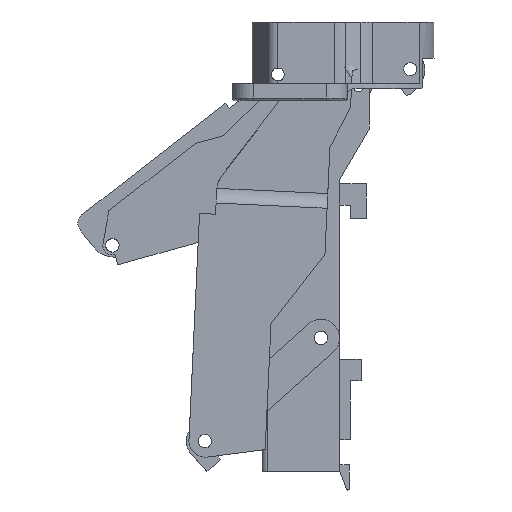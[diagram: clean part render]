
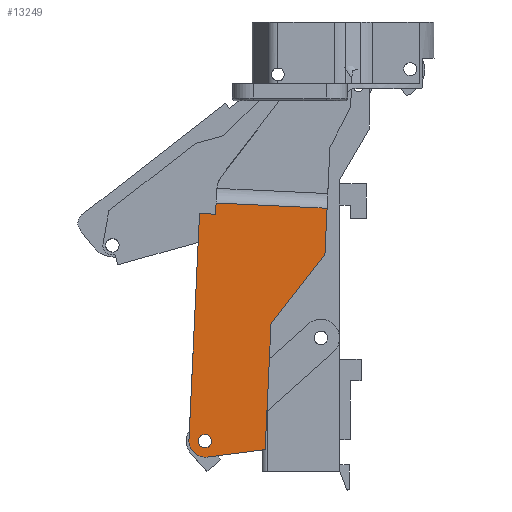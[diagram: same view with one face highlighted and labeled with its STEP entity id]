
A CAD part, left-side view. The second image highlights one B-rep face of the part: STEP entity #13249.
In plain terms, the highlighted face is planar.
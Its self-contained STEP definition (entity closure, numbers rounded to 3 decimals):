
#49 = ORIENTED_EDGE ( 'NONE', *, *, #539, .F. ) ;
#156 = EDGE_CURVE ( 'NONE', #2230, #6123, #6873, .T. ) ;
#424 = EDGE_CURVE ( 'NONE', #2307, #8239, #1637, .T. ) ;
#468 = CARTESIAN_POINT ( 'NONE',  ( -4.825, -3., -13. ) ) ;
#539 = EDGE_CURVE ( 'NONE', #7600, #4181, #8446, .T. ) ;
#733 = EDGE_CURVE ( 'NONE', #2230, #4856, #9205, .T. ) ;
#871 = CARTESIAN_POINT ( 'NONE',  ( -59.521, -23.753, -13. ) ) ;
#1027 = CARTESIAN_POINT ( 'NONE',  ( -2.521, -14.3, -13. ) ) ;
#1058 = CARTESIAN_POINT ( 'NONE',  ( -39.521, -23.753, -13. ) ) ;
#1158 = DIRECTION ( 'NONE',  ( 0., -1., 0. ) ) ;
#1458 = CIRCLE ( 'NONE', #10320, 1.25 ) ;
#1535 = DIRECTION ( 'NONE',  ( 0., 0., 1. ) ) ;
#1552 = DIRECTION ( 'NONE',  ( -1., 0., 0. ) ) ;
#1637 = CIRCLE ( 'NONE', #9385, 1.25 ) ;
#1985 = DIRECTION ( 'NONE',  ( 0.174, 0.985, 0. ) ) ;
#2161 = CARTESIAN_POINT ( 'NONE',  ( -46., 0., -13. ) ) ;
#2230 = VERTEX_POINT ( 'NONE', #10996 ) ;
#2279 = LINE ( 'NONE', #3447, #5268 ) ;
#2307 = VERTEX_POINT ( 'NONE', #468 ) ;
#2502 = VERTEX_POINT ( 'NONE', #9579 ) ;
#2594 = ORIENTED_EDGE ( 'NONE', *, *, #424, .T. ) ;
#2856 = VECTOR ( 'NONE', #1158, 1000. ) ;
#2939 = VERTEX_POINT ( 'NONE', #6550 ) ;
#2943 = EDGE_CURVE ( 'NONE', #8239, #2307, #1458, .T. ) ;
#3035 = ORIENTED_EDGE ( 'NONE', *, *, #2943, .T. ) ;
#3151 = LINE ( 'NONE', #11482, #7825 ) ;
#3344 = CARTESIAN_POINT ( 'NONE',  ( -46., -3., -13. ) ) ;
#3447 = CARTESIAN_POINT ( 'NONE',  ( -26.021, -14.3, -13. ) ) ;
#3498 = CARTESIAN_POINT ( 'NONE',  ( -3.575, -3., -13. ) ) ;
#3537 = PLANE ( 'NONE',  #8421 ) ;
#3544 = CARTESIAN_POINT ( 'NONE',  ( -48.088, -3., -13. ) ) ;
#3865 = VECTOR ( 'NONE', #5100, 1000. ) ;
#4025 = ORIENTED_EDGE ( 'NONE', *, *, #11401, .F. ) ;
#4181 = VERTEX_POINT ( 'NONE', #10812 ) ;
#4290 = EDGE_CURVE ( 'NONE', #12651, #4856, #3151, .T. ) ;
#4315 = CARTESIAN_POINT ( 'NONE',  ( -0.621, -3.521, -13. ) ) ;
#4350 = VECTOR ( 'NONE', #8545, 1000. ) ;
#4419 = DIRECTION ( 'NONE',  ( 1., 0., 0. ) ) ;
#4565 = DIRECTION ( 'NONE',  ( 1., 0., 0. ) ) ;
#4769 = DIRECTION ( 'NONE',  ( 0., 0., -1. ) ) ;
#4856 = VERTEX_POINT ( 'NONE', #4315 ) ;
#4936 = CARTESIAN_POINT ( 'NONE',  ( 0., 0., -13. ) ) ;
#5006 = AXIS2_PLACEMENT_3D ( 'NONE', #6839, #4769, #4565 ) ;
#5007 = ORIENTED_EDGE ( 'NONE', *, *, #156, .F. ) ;
#5100 = DIRECTION ( 'NONE',  ( 1., 0., 0. ) ) ;
#5268 = VECTOR ( 'NONE', #4419, 1000. ) ;
#5390 = ORIENTED_EDGE ( 'NONE', *, *, #4290, .F. ) ;
#5581 = DIRECTION ( 'NONE',  ( 0., 0., 1. ) ) ;
#5748 = CARTESIAN_POINT ( 'NONE',  ( -50.5, -8., -13. ) ) ;
#5814 = DIRECTION ( 'NONE',  ( 1., 0., 0. ) ) ;
#6114 = ORIENTED_EDGE ( 'NONE', *, *, #733, .T. ) ;
#6123 = VERTEX_POINT ( 'NONE', #2161 ) ;
#6227 = DIRECTION ( 'NONE',  ( 1., 0., 0. ) ) ;
#6294 = DIRECTION ( 'NONE',  ( 0.819, 0.574, 0. ) ) ;
#6474 = DIRECTION ( 'NONE',  ( 0., 0., 1. ) ) ;
#6550 = CARTESIAN_POINT ( 'NONE',  ( -46., -3., -13. ) ) ;
#6665 = EDGE_CURVE ( 'NONE', #4181, #12651, #2279, .T. ) ;
#6839 = CARTESIAN_POINT ( 'NONE',  ( -3.575, -3., -13. ) ) ;
#6873 = LINE ( 'NONE', #4936, #10764 ) ;
#7467 = ORIENTED_EDGE ( 'NONE', *, *, #9729, .F. ) ;
#7506 = EDGE_CURVE ( 'NONE', #2939, #8673, #12702, .T. ) ;
#7513 = CARTESIAN_POINT ( 'NONE',  ( -3.575, -3., -13. ) ) ;
#7600 = VERTEX_POINT ( 'NONE', #10843 ) ;
#7744 = ORIENTED_EDGE ( 'NONE', *, *, #7506, .F. ) ;
#7825 = VECTOR ( 'NONE', #1985, 1000. ) ;
#8208 = ORIENTED_EDGE ( 'NONE', *, *, #10647, .F. ) ;
#8239 = VERTEX_POINT ( 'NONE', #10529 ) ;
#8421 = AXIS2_PLACEMENT_3D ( 'NONE', #5748, #1535, #5814 ) ;
#8446 = LINE ( 'NONE', #1058, #12205 ) ;
#8545 = DIRECTION ( 'NONE',  ( -1., 0., 0. ) ) ;
#8673 = VERTEX_POINT ( 'NONE', #3544 ) ;
#8697 = DIRECTION ( 'NONE',  ( 1., 0., 0. ) ) ;
#8713 = LINE ( 'NONE', #11835, #13217 ) ;
#9205 = CIRCLE ( 'NONE', #5006, 3. ) ;
#9385 = AXIS2_PLACEMENT_3D ( 'NONE', #3498, #6474, #8697 ) ;
#9579 = CARTESIAN_POINT ( 'NONE',  ( -48.088, -23.753, -13. ) ) ;
#9729 = EDGE_CURVE ( 'NONE', #6123, #2939, #11420, .T. ) ;
#10204 = EDGE_LOOP ( 'NONE', ( #3035, #2594 ) ) ;
#10320 = AXIS2_PLACEMENT_3D ( 'NONE', #7513, #5581, #6227 ) ;
#10335 = EDGE_LOOP ( 'NONE', ( #8208, #7744, #7467, #5007, #6114, #5390, #10630, #49, #4025 ) ) ;
#10529 = CARTESIAN_POINT ( 'NONE',  ( -2.325, -3., -13. ) ) ;
#10630 = ORIENTED_EDGE ( 'NONE', *, *, #6665, .F. ) ;
#10647 = EDGE_CURVE ( 'NONE', #8673, #2502, #8713, .T. ) ;
#10650 = CARTESIAN_POINT ( 'NONE',  ( -46., 0., -13. ) ) ;
#10764 = VECTOR ( 'NONE', #1552, 1000. ) ;
#10800 = DIRECTION ( 'NONE',  ( 0., -1., 0. ) ) ;
#10812 = CARTESIAN_POINT ( 'NONE',  ( -26.021, -14.3, -13. ) ) ;
#10843 = CARTESIAN_POINT ( 'NONE',  ( -39.521, -23.753, -13. ) ) ;
#10996 = CARTESIAN_POINT ( 'NONE',  ( -3.575, 0., -13. ) ) ;
#11029 = FACE_BOUND ( 'NONE', #10204, .T. ) ;
#11401 = EDGE_CURVE ( 'NONE', #2502, #7600, #12439, .T. ) ;
#11420 = LINE ( 'NONE', #10650, #2856 ) ;
#11482 = CARTESIAN_POINT ( 'NONE',  ( -2.521, -14.3, -13. ) ) ;
#11835 = CARTESIAN_POINT ( 'NONE',  ( -48.088, -8., -13. ) ) ;
#12205 = VECTOR ( 'NONE', #6294, 1000. ) ;
#12439 = LINE ( 'NONE', #871, #3865 ) ;
#12651 = VERTEX_POINT ( 'NONE', #1027 ) ;
#12702 = LINE ( 'NONE', #3344, #4350 ) ;
#13032 = FACE_OUTER_BOUND ( 'NONE', #10335, .T. ) ;
#13217 = VECTOR ( 'NONE', #10800, 1000. ) ;
#13249 = ADVANCED_FACE ( 'NONE', ( #11029, #13032 ), #3537, .F. ) ;
